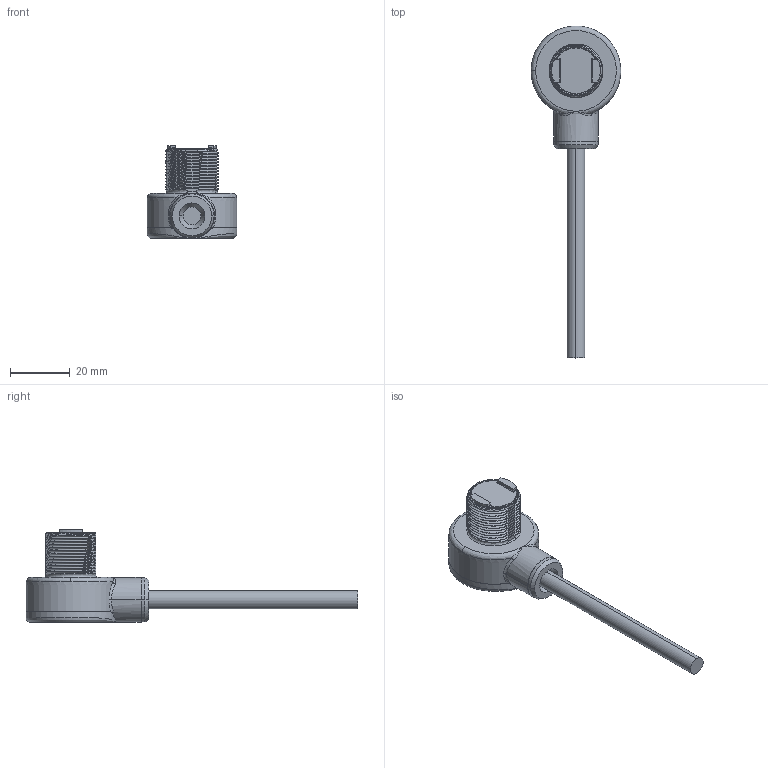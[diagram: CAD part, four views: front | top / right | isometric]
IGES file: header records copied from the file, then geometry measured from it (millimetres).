
Start section:  PTC IGES file: 157369.igs
Global section: file name: 157369.igs; native system: Pro/ENGINEER by Parametric Technology Corporation; preprocessor: 2009141; author: banengservice; organization: Unknown; date: 20110307.120905; units: inch
Bounding box: 30 x 111.05 x 31.04 mm (x, y, z)
Volume: 8746 mm3; surface area: 11575.2 mm2
Topology: 4 solids, 5 shells, 373 faces, 956 edges, 600 vertices
Faces by surface type: revolution 216, bspline 157
